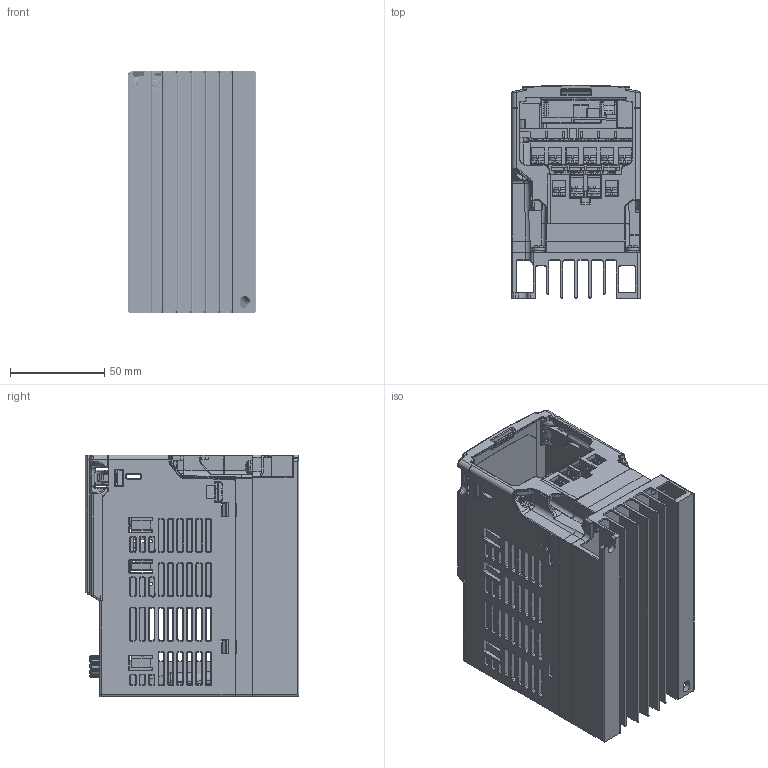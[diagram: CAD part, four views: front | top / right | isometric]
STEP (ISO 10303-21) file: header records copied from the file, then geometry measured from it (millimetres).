
FILE_DESCRIPTION (( 'STEP AP214' ), '1' );
FILE_NAME ('GS13N-40P5.STEP', '2021-11-17T21:38:15', ( '' ), ( '' ), 'SwSTEP 2.0', 'SolidWorks 2017', '' );
FILE_SCHEMA (( 'AUTOMOTIVE_DESIGN' ));
Length unit declared in the file: millimetre
Products named in the file (1): GS13N-40P5
Bounding box: 68.05 x 113 x 128 mm (x, y, z)
Volume: 159807.8 mm3; surface area: 166783.4 mm2
Topology: 33 solids, 33 shells, 5891 faces, 16251 edges, 10439 vertices
Faces by surface type: plane 3116, cylinder 1269, bspline 590, cone 549, torus 342, sphere 25
Entity records: 242192 total; most frequent: CARTESIAN_POINT 100529, ORIENTED_EDGE 32460, DIRECTION 24912, EDGE_CURVE 16230, VERTEX_POINT 10433, VECTOR 9302, LINE 9302, AXIS2_PLACEMENT_3D 7805
